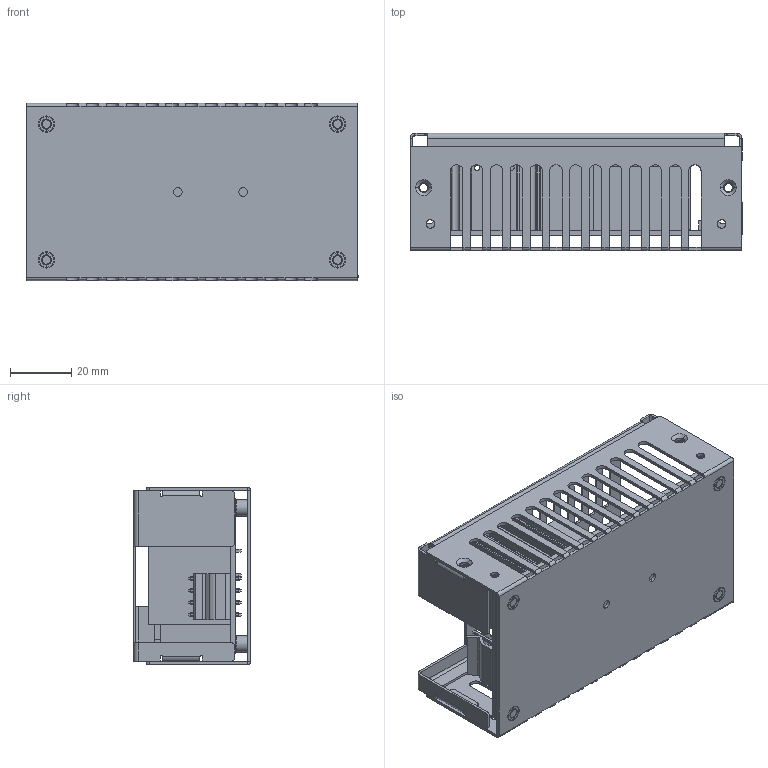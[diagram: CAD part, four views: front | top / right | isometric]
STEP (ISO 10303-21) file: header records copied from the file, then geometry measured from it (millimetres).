
FILE_DESCRIPTION((''),'2;1');
FILE_NAME('MPE-S10X-C_ASM','2016-10-26T',('Abe'),(''),'PRO/ENGINEER BY PARAMETRIC TECHNOLOGY CORPORATION, 2011080','PRO/ENGINEER BY PARAMETRIC TECHNOLOGY CORPORATION, 2011080','');
FILE_SCHEMA(('CONFIG_CONTROL_DESIGN'));
Length unit declared in the file: millimetre
Products named in the file (10): S65_PCB; HEATSINK_PRIMARY; CN1; CN2; 360-S103; 800-3028; TB3; 831-S10D_V14; 831-S10U_V13; MPE-S10X-C_ASM
Assembly tree (9 placements, depth 2):
  MPE-S10X-C_ASM
    S65_PCB
    HEATSINK_PRIMARY
    CN1
    CN2
    360-S103
    800-3028
    TB3
    831-S10D_V14
    831-S10U_V13
Bounding box: 108.7 x 38.4 x 58 mm (x, y, z)
Volume: 54036.5 mm3; surface area: 62852.3 mm2
Topology: 17 solids, 17 shells, 915 faces, 2397 edges, 1466 vertices
Faces by surface type: plane 594, cylinder 294, cone 16, bspline 11
Entity records: 29039 total; most frequent: CARTESIAN_POINT 5967, ORIENTED_EDGE 4794, DIRECTION 4713, EDGE_CURVE 2397, VECTOR 1723, LINE 1723, AXIS2_PLACEMENT_3D 1495, VERTEX_POINT 1466
